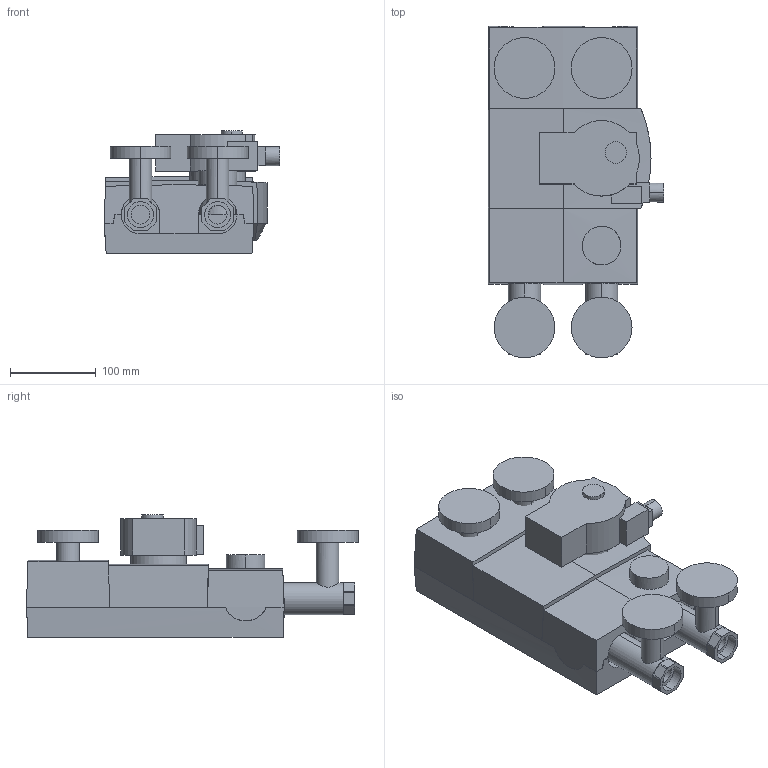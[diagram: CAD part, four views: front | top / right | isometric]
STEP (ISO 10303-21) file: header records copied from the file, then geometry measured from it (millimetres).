
FILE_DESCRIPTION (( 'STEP AP214' ), '1' );
FILE_NAME ('61045100-61045600 GRB301.STEP', '2023-01-05T12:10:46', ( '' ), ( '' ), 'SwSTEP 2.0', 'SolidWorks 2021', '' );
FILE_SCHEMA (( 'AUTOMOTIVE_DESIGN' ));
Length unit declared in the file: millimetre
Products named in the file (1): 61045100-61045600 GRB301
Bounding box: 204.51 x 387.14 x 142.85 mm (x, y, z)
Volume: 5285364.8 mm3; surface area: 406106.6 mm2
Topology: 7 solids, 7 shells, 281 faces, 740 edges, 481 vertices
Faces by surface type: plane 160, cylinder 120, bspline 1
Entity records: 9686 total; most frequent: CARTESIAN_POINT 2462, ORIENTED_EDGE 1480, DIRECTION 1413, EDGE_CURVE 740, VERTEX_POINT 481, AXIS2_PLACEMENT_3D 474, LINE 465, VECTOR 465
